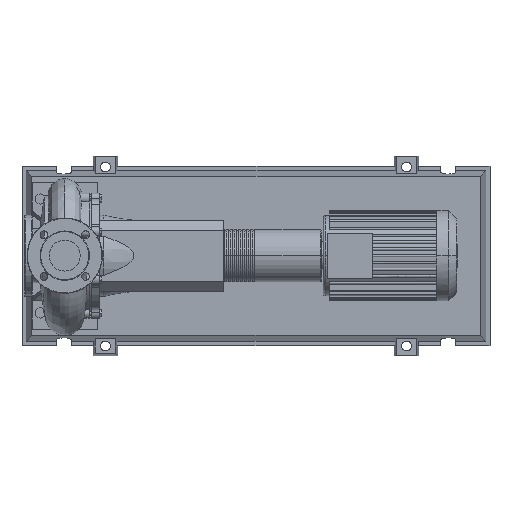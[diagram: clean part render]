
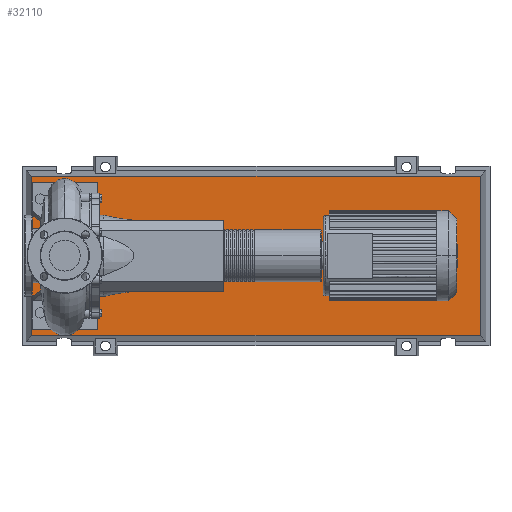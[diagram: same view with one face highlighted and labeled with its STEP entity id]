
A CAD part, top view. The second image highlights one B-rep face of the part: STEP entity #32110.
In plain terms, the highlighted planar face has unit normal (0, 0, 1).
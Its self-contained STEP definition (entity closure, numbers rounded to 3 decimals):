
#31791=CARTESIAN_POINT('',(1020.471,-195.471,103.0));
#31792=VERTEX_POINT('',#31791);
#31799=CARTESIAN_POINT('',(-80.471,-195.471,103.0));
#31800=VERTEX_POINT('',#31799);
#31801=CARTESIAN_POINT('',(1020.471,-195.471,103.0));
#31802=DIRECTION('',(-1.0,0.0,0.0));
#31803=VECTOR('',#31802,1100.941);
#31804=LINE('',#31801,#31803);
#31805=EDGE_CURVE('',#31792,#31800,#31804,.T.);
#32023=CARTESIAN_POINT('',(1020.471,195.471,103.0));
#32024=VERTEX_POINT('',#32023);
#32025=CARTESIAN_POINT('',(1020.471,195.471,103.0));
#32026=DIRECTION('',(0.0,-1.0,0.0));
#32027=VECTOR('',#32026,390.941);
#32028=LINE('',#32025,#32027);
#32029=EDGE_CURVE('',#32024,#31792,#32028,.T.);
#32047=CARTESIAN_POINT('',(-80.471,195.471,103.0));
#32048=VERTEX_POINT('',#32047);
#32049=CARTESIAN_POINT('',(-80.471,-195.471,103.0));
#32050=DIRECTION('',(0.0,1.0,0.0));
#32051=VECTOR('',#32050,390.941);
#32052=LINE('',#32049,#32051);
#32053=EDGE_CURVE('',#31800,#32048,#32052,.T.);
#32086=CARTESIAN_POINT('',(-80.471,195.471,103.0));
#32087=DIRECTION('',(1.0,0.0,0.0));
#32088=VECTOR('',#32087,1100.941);
#32089=LINE('',#32086,#32088);
#32090=EDGE_CURVE('',#32048,#32024,#32089,.T.);
#32099=CARTESIAN_POINT('',(470.,0.,103.0));
#32100=DIRECTION('',(0.0,0.0,1.0));
#32101=DIRECTION('',(1.0,0.0,0.0));
#32102=AXIS2_PLACEMENT_3D('',#32099,#32100,#32101);
#32103=PLANE('',#32102);
#32104=ORIENTED_EDGE('',*,*,#32029,.F.);
#32105=ORIENTED_EDGE('',*,*,#32090,.F.);
#32106=ORIENTED_EDGE('',*,*,#32053,.F.);
#32107=ORIENTED_EDGE('',*,*,#31805,.F.);
#32108=EDGE_LOOP('',(#32104,#32105,#32106,#32107));
#32109=FACE_OUTER_BOUND('',#32108,.T.);
#32110=ADVANCED_FACE('',(#32109),#32103,.T.);
